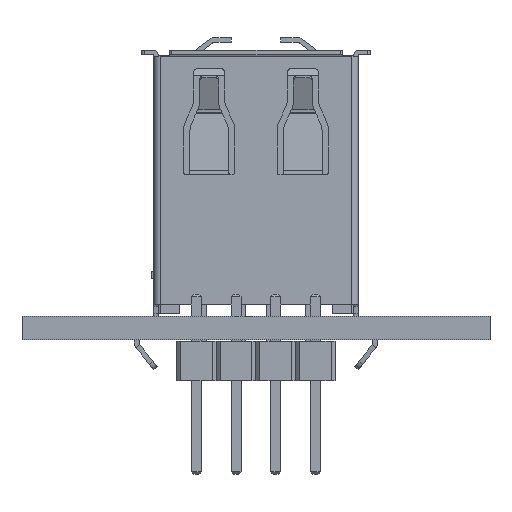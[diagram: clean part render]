
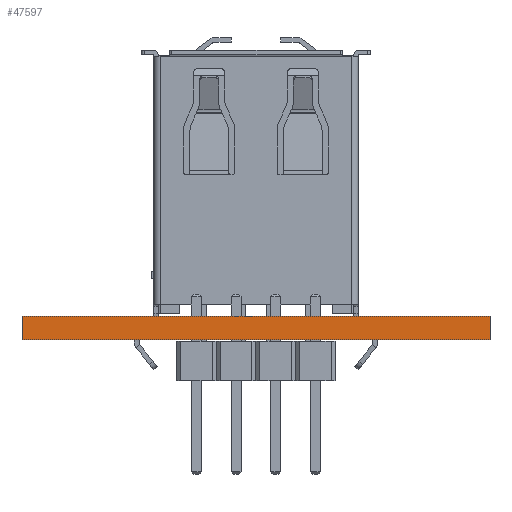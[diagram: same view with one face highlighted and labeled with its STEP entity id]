
A CAD part, left-side view. The second image highlights one B-rep face of the part: STEP entity #47597.
In plain terms, the highlighted planar face has unit normal (-1, 0, 0).
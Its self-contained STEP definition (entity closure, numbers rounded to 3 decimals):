
#47541 = VERTEX_POINT('',#47542);
#47542 = CARTESIAN_POINT('',(0.,-30.,1.51));
#47548 = EDGE_CURVE('',#47549,#47541,#47551,.T.);
#47549 = VERTEX_POINT('',#47550);
#47550 = CARTESIAN_POINT('',(0.,-30.,0.));
#47551 = LINE('',#47552,#47553);
#47552 = CARTESIAN_POINT('',(0.,-30.,0.));
#47553 = VECTOR('',#47554,1.);
#47554 = DIRECTION('',(0.,0.,1.));
#47597 = ADVANCED_FACE('',(#47598),#47623,.T.);
#47598 = FACE_BOUND('',#47599,.T.);
#47599 = EDGE_LOOP('',(#47600,#47601,#47609,#47617));
#47600 = ORIENTED_EDGE('',*,*,#47548,.T.);
#47601 = ORIENTED_EDGE('',*,*,#47602,.T.);
#47602 = EDGE_CURVE('',#47541,#47603,#47605,.T.);
#47603 = VERTEX_POINT('',#47604);
#47604 = CARTESIAN_POINT('',(0.,0.,1.51));
#47605 = LINE('',#47606,#47607);
#47606 = CARTESIAN_POINT('',(0.,-30.,1.51));
#47607 = VECTOR('',#47608,1.);
#47608 = DIRECTION('',(0.,1.,0.));
#47609 = ORIENTED_EDGE('',*,*,#47610,.F.);
#47610 = EDGE_CURVE('',#47611,#47603,#47613,.T.);
#47611 = VERTEX_POINT('',#47612);
#47612 = CARTESIAN_POINT('',(0.,-0.,0.));
#47613 = LINE('',#47614,#47615);
#47614 = CARTESIAN_POINT('',(0.,-0.,0.));
#47615 = VECTOR('',#47616,1.);
#47616 = DIRECTION('',(0.,0.,1.));
#47617 = ORIENTED_EDGE('',*,*,#47618,.F.);
#47618 = EDGE_CURVE('',#47549,#47611,#47619,.T.);
#47619 = LINE('',#47620,#47621);
#47620 = CARTESIAN_POINT('',(0.,-30.,0.));
#47621 = VECTOR('',#47622,1.);
#47622 = DIRECTION('',(0.,1.,0.));
#47623 = PLANE('',#47624);
#47624 = AXIS2_PLACEMENT_3D('',#47625,#47626,#47627);
#47625 = CARTESIAN_POINT('',(0.,-30.,0.));
#47626 = DIRECTION('',(-1.,0.,0.));
#47627 = DIRECTION('',(0.,1.,0.));
